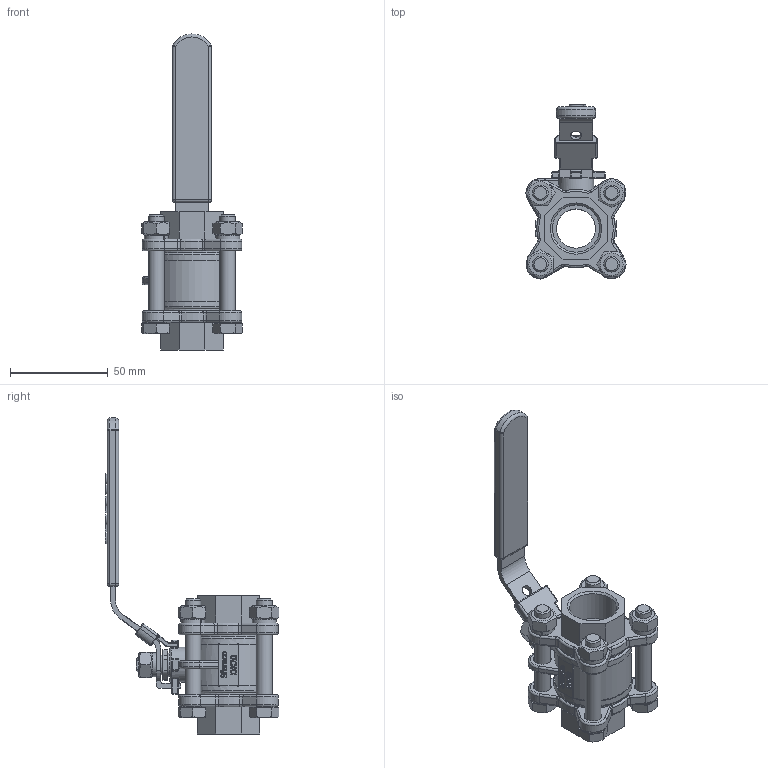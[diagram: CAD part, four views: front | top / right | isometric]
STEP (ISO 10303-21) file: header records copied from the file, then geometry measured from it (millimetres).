
FILE_DESCRIPTION(/* description */ ('790005'),/* implementation_level */ '2;1');
FILE_NAME(/* name */ '790005.stp',/* time_stamp */ '2019-10-01T13:41:54+02:00',/* author */ ('jmorand'),/* organization */ ('Sferaco'),/* preprocessor_version */ 'ST-DEVELOPER v18',/* originating_system */ 'Autodesk Inventor 2020',/* authorisation */ '');
FILE_SCHEMA (('AUTOMOTIVE_DESIGN { 1 0 10303 214 3 1 1 }'));
Length unit declared in the file: millimetre
Products named in the file (1): 790005C_ens_Shrinkwrap_1
Bounding box: 51.43 x 88.71 x 161.3 mm (x, y, z)
Volume: 92082.8 mm3; surface area: 53043.7 mm2
Topology: 22 solids, 22 shells, 1173 faces, 2958 edges, 1882 vertices
Faces by surface type: plane 495, bspline 285, cylinder 224, torus 95, cone 52, sphere 22
Full cylindrical faces by diameter (mm): 5.5 x1, 6.647 x5, 8 x4, 9 x9, 10 x2, 10.106 x1, 12 x1, 13 x4, 18 x1, 20 x3, 24.117 x2, 38 x2, 40 x2
Entity records: 39072 total; most frequent: CARTESIAN_POINT 11443, ORIENTED_EDGE 5916, DIRECTION 4719, EDGE_CURVE 2958, VERTEX_POINT 1882, AXIS2_PLACEMENT_3D 1611, LINE 1497, VECTOR 1497
